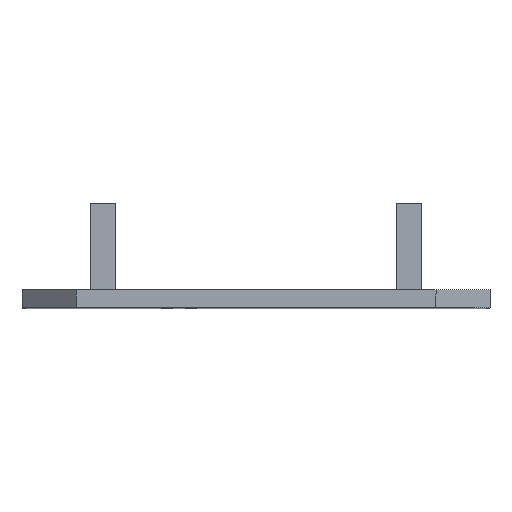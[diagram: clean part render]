
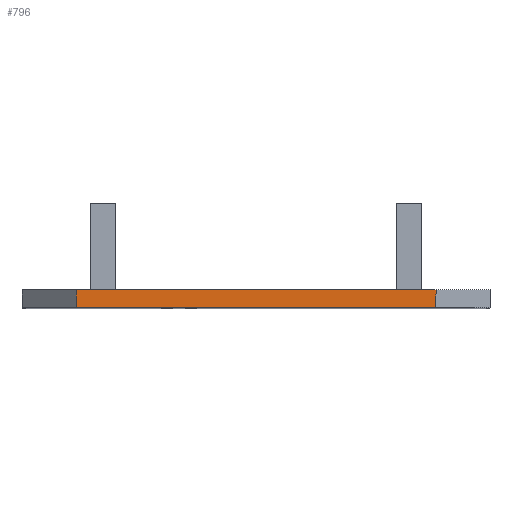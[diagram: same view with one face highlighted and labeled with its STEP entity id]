
A CAD part, top view. The second image highlights one B-rep face of the part: STEP entity #796.
In plain terms, the highlighted planar face has unit normal (0, 0, 1).
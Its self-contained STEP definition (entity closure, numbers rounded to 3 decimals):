
#12 = LINE ( 'NONE', #599, #561 ) ;
#15 = CARTESIAN_POINT ( 'NONE',  ( -50., -2.5, 75. ) ) ;
#40 = LINE ( 'NONE', #474, #306 ) ;
#67 = EDGE_CURVE ( 'NONE', #429, #123, #958, .T. ) ;
#123 = VERTEX_POINT ( 'NONE', #1230 ) ;
#165 = LINE ( 'NONE', #337, #936 ) ;
#190 = ORIENTED_EDGE ( 'NONE', *, *, #635, .F. ) ;
#198 = CARTESIAN_POINT ( 'NONE',  ( 50., -23.713, 75. ) ) ;
#204 = VECTOR ( 'NONE', #274, 1000. ) ;
#236 = VERTEX_POINT ( 'NONE', #15 ) ;
#269 = CARTESIAN_POINT ( 'NONE',  ( -65., 2.5, 75. ) ) ;
#274 = DIRECTION ( 'NONE',  ( 0., 1., 0. ) ) ;
#306 = VECTOR ( 'NONE', #871, 1000. ) ;
#337 = CARTESIAN_POINT ( 'NONE',  ( -65., 2.5, 75. ) ) ;
#343 = AXIS2_PLACEMENT_3D ( 'NONE', #269, #1000, #994 ) ;
#375 = VERTEX_POINT ( 'NONE', #1142 ) ;
#415 = DIRECTION ( 'NONE',  ( 1., 0., 0. ) ) ;
#429 = VERTEX_POINT ( 'NONE', #590 ) ;
#460 = EDGE_CURVE ( 'NONE', #236, #429, #12, .T. ) ;
#474 = CARTESIAN_POINT ( 'NONE',  ( -50., -23.713, 75. ) ) ;
#539 = DIRECTION ( 'NONE',  ( 1., 0., 0. ) ) ;
#544 = EDGE_CURVE ( 'NONE', #375, #123, #165, .T. ) ;
#561 = VECTOR ( 'NONE', #415, 1000. ) ;
#590 = CARTESIAN_POINT ( 'NONE',  ( 50., -2.5, 75. ) ) ;
#599 = CARTESIAN_POINT ( 'NONE',  ( -65., -2.5, 75. ) ) ;
#635 = EDGE_CURVE ( 'NONE', #236, #375, #40, .T. ) ;
#683 = ORIENTED_EDGE ( 'NONE', *, *, #460, .T. ) ;
#796 = ADVANCED_FACE ( 'NONE', ( #841 ), #879, .F. ) ;
#822 = ORIENTED_EDGE ( 'NONE', *, *, #544, .F. ) ;
#841 = FACE_OUTER_BOUND ( 'NONE', #873, .T. ) ;
#871 = DIRECTION ( 'NONE',  ( 0., 1., 0. ) ) ;
#873 = EDGE_LOOP ( 'NONE', ( #683, #1153, #822, #190 ) ) ;
#879 = PLANE ( 'NONE',  #343 ) ;
#936 = VECTOR ( 'NONE', #539, 1000. ) ;
#958 = LINE ( 'NONE', #198, #204 ) ;
#994 = DIRECTION ( 'NONE',  ( -1., 0., 0. ) ) ;
#1000 = DIRECTION ( 'NONE',  ( 0., 0., -1. ) ) ;
#1142 = CARTESIAN_POINT ( 'NONE',  ( -50., 2.5, 75. ) ) ;
#1153 = ORIENTED_EDGE ( 'NONE', *, *, #67, .T. ) ;
#1230 = CARTESIAN_POINT ( 'NONE',  ( 50., 2.5, 75. ) ) ;
